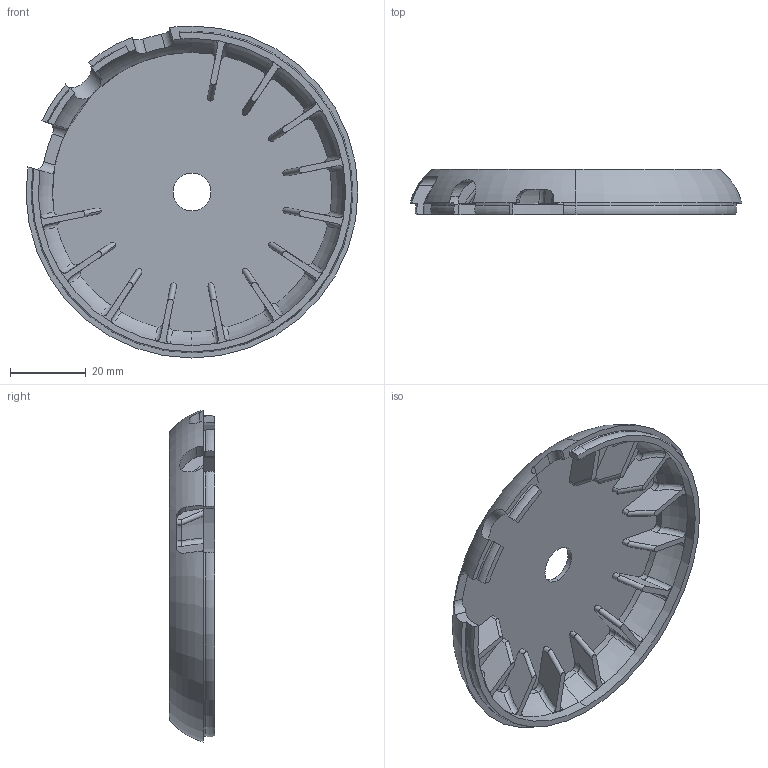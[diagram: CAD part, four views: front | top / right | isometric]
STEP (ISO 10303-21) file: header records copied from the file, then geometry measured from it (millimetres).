
FILE_DESCRIPTION (( 'STEP AP214' ), '1' );
FILE_NAME ('CaseUpper.STEP', '2018-03-03T22:05:06', ( '' ), ( '' ), 'SwSTEP 2.0', 'SolidWorks 2017', '' );
FILE_SCHEMA (( 'AUTOMOTIVE_DESIGN' ));
Length unit declared in the file: inch
Products named in the file (1): CaseUpper
Bounding box: 87.64 x 11.94 x 87.65 mm (x, y, z)
Volume: 15809.8 mm3; surface area: 17671.1 mm2
Topology: 1 solids, 1 shells, 272 faces, 751 edges, 491 vertices
Faces by surface type: bspline 125, plane 56, cylinder 43, cone 27, torus 21
Entity records: 12255 total; most frequent: CARTESIAN_POINT 6469, ORIENTED_EDGE 1502, EDGE_CURVE 751, DIRECTION 749, VERTEX_POINT 491, B_SPLINE_CURVE_WITH_KNOTS 385, EDGE_LOOP 284, AXIS2_PLACEMENT_3D 281
